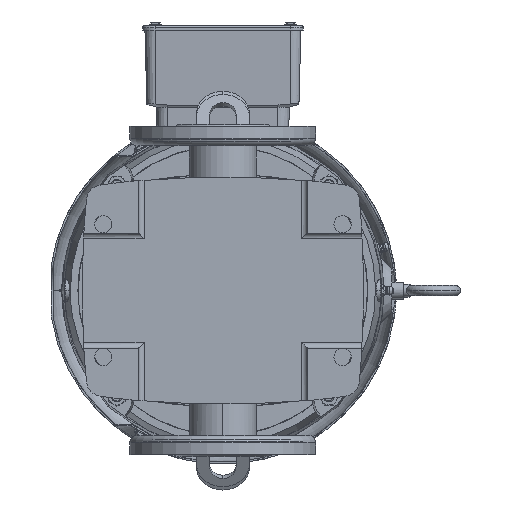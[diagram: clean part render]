
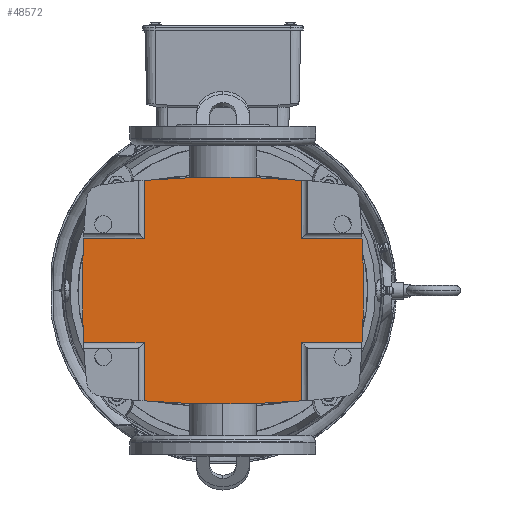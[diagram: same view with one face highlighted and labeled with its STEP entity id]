
A CAD part, front view. The second image highlights one B-rep face of the part: STEP entity #48572.
In plain terms, the highlighted planar face has unit normal (0, -1, 0).
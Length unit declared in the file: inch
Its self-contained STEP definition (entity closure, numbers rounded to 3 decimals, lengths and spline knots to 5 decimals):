
#416 = AXIS2_PLACEMENT_3D ( 'NONE', #75453, #45754, #16529 ) ;
#743 = CARTESIAN_POINT ( 'NONE',  ( 0., 0.19685, -4.16291 ) ) ;
#1044 = LINE ( 'NONE', #76683, #62566 ) ;
#1445 = DIRECTION ( 'NONE',  ( 0., -1., 0. ) ) ;
#2174 = VECTOR ( 'NONE', #7981, 39.37008 ) ;
#2500 = CIRCLE ( 'NONE', #14822, 27.26527 ) ;
#2608 = VERTEX_POINT ( 'NONE', #29469 ) ;
#3559 = CARTESIAN_POINT ( 'NONE',  ( -4.59646, 0.19685, -2.33625 ) ) ;
#4797 = ORIENTED_EDGE ( 'NONE', *, *, #55952, .F. ) ;
#5055 = CARTESIAN_POINT ( 'NONE',  ( 1.54265, 0.19685, -2.33625 ) ) ;
#6045 = DIRECTION ( 'NONE',  ( 0., 1., 0. ) ) ;
#6432 = EDGE_CURVE ( 'NONE', #58331, #45991, #41855, .T. ) ;
#7981 = DIRECTION ( 'NONE',  ( 1., 0., 0. ) ) ;
#8463 = ORIENTED_EDGE ( 'NONE', *, *, #48271, .F. ) ;
#9392 = ORIENTED_EDGE ( 'NONE', *, *, #50710, .T. ) ;
#9521 = DIRECTION ( 'NONE',  ( 1., 0., 0. ) ) ;
#10095 = DIRECTION ( 'NONE',  ( 0., 0., 1. ) ) ;
#10219 = VECTOR ( 'NONE', #9521, 39.37008 ) ;
#10611 = DIRECTION ( 'NONE',  ( 0., 0., 1. ) ) ;
#11659 = DIRECTION ( 'NONE',  ( 0., -1., 0. ) ) ;
#11792 = CARTESIAN_POINT ( 'NONE',  ( 1.54265, 0.19685, -4.11924 ) ) ;
#11804 = DIRECTION ( 'NONE',  ( 1., 0., 0. ) ) ;
#11926 = AXIS2_PLACEMENT_3D ( 'NONE', #46305, #28351, #10611 ) ;
#11942 = LINE ( 'NONE', #18834, #56679 ) ;
#12484 = VERTEX_POINT ( 'NONE', #31690 ) ;
#12765 = CARTESIAN_POINT ( 'NONE',  ( -1.54265, 0.19685, 4.11924 ) ) ;
#13371 = ORIENTED_EDGE ( 'NONE', *, *, #74781, .F. ) ;
#13749 = LINE ( 'NONE', #21813, #21200 ) ;
#14822 = AXIS2_PLACEMENT_3D ( 'NONE', #54207, #6045, #30239 ) ;
#15105 = VERTEX_POINT ( 'NONE', #33144 ) ;
#15172 = CIRCLE ( 'NONE', #24608, 27.26527 ) ;
#15625 = EDGE_CURVE ( 'NONE', #29774, #57236, #30589, .T. ) ;
#16121 = AXIS2_PLACEMENT_3D ( 'NONE', #25105, #1445, #61865 ) ;
#16529 = DIRECTION ( 'NONE',  ( 0., 0., 1. ) ) ;
#16591 = VECTOR ( 'NONE', #74987, 39.37008 ) ;
#16979 = EDGE_CURVE ( 'NONE', #33979, #12484, #24826, .T. ) ;
#17154 = CARTESIAN_POINT ( 'NONE',  ( 3.26434, 0.19685, -2.33625 ) ) ;
#17608 = DIRECTION ( 'NONE',  ( 0., 0., 1. ) ) ;
#17638 = LINE ( 'NONE', #28232, #48405 ) ;
#18834 = CARTESIAN_POINT ( 'NONE',  ( 1.54265, 0.19685, -4.59646 ) ) ;
#21200 = VECTOR ( 'NONE', #34065, 39.37008 ) ;
#21792 = EDGE_CURVE ( 'NONE', #29774, #33979, #2500, .T. ) ;
#21813 = CARTESIAN_POINT ( 'NONE',  ( -1.54265, 0.19685, -4.59646 ) ) ;
#24473 = DIRECTION ( 'NONE',  ( 0., 0., 1. ) ) ;
#24608 = AXIS2_PLACEMENT_3D ( 'NONE', #59329, #11659, #17608 ) ;
#24775 = EDGE_CURVE ( 'NONE', #57236, #62243, #72048, .T. ) ;
#24826 = CIRCLE ( 'NONE', #59548, 27.26527 ) ;
#24845 = DIRECTION ( 'NONE',  ( 0., 0., 1. ) ) ;
#25105 = CARTESIAN_POINT ( 'NONE',  ( 23.10315, 0.19685, 0. ) ) ;
#26707 = ORIENTED_EDGE ( 'NONE', *, *, #56003, .F. ) ;
#27744 = LINE ( 'NONE', #69515, #52920 ) ;
#28087 = PLANE ( 'NONE',  #11926 ) ;
#28232 = CARTESIAN_POINT ( 'NONE',  ( -1.54265, 0.19685, -4.59646 ) ) ;
#28351 = DIRECTION ( 'NONE',  ( 0., 1., 0. ) ) ;
#29241 = ORIENTED_EDGE ( 'NONE', *, *, #49526, .F. ) ;
#29469 = CARTESIAN_POINT ( 'NONE',  ( 1.54265, 0.19685, 4.11924 ) ) ;
#29774 = VERTEX_POINT ( 'NONE', #11792 ) ;
#30217 = DIRECTION ( 'NONE',  ( 0., -1., 0. ) ) ;
#30239 = DIRECTION ( 'NONE',  ( 0., 0., 1. ) ) ;
#30588 = EDGE_LOOP ( 'NONE', ( #26707, #8463, #73137, #58859, #29241, #44386, #59064, #36273, #56350, #13371, #4797, #9392, #60389, #37737 ) ) ;
#30589 = LINE ( 'NONE', #69756, #16591 ) ;
#30750 = FACE_OUTER_BOUND ( 'NONE', #30588, .T. ) ;
#30975 = CARTESIAN_POINT ( 'NONE',  ( 0., 0.19685, -23.10236 ) ) ;
#31075 = CARTESIAN_POINT ( 'NONE',  ( -1.54265, 0.19685, -2.33625 ) ) ;
#31392 = VERTEX_POINT ( 'NONE', #12765 ) ;
#31690 = CARTESIAN_POINT ( 'NONE',  ( -1.54265, 0.19685, -4.11924 ) ) ;
#32294 = CIRCLE ( 'NONE', #16121, 26.47079 ) ;
#33144 = CARTESIAN_POINT ( 'NONE',  ( -1.54265, 0.19685, 2.33625 ) ) ;
#33734 = CIRCLE ( 'NONE', #416, 26.47079 ) ;
#33979 = VERTEX_POINT ( 'NONE', #743 ) ;
#34065 = DIRECTION ( 'NONE',  ( 0., 0., 1. ) ) ;
#34973 = VERTEX_POINT ( 'NONE', #41813 ) ;
#35750 = CARTESIAN_POINT ( 'NONE',  ( 0., 0.19685, 23.10236 ) ) ;
#36258 = DIRECTION ( 'NONE',  ( 0., 0., 1. ) ) ;
#36273 = ORIENTED_EDGE ( 'NONE', *, *, #15625, .T. ) ;
#36467 = CARTESIAN_POINT ( 'NONE',  ( -3.26434, 0.19685, -2.33625 ) ) ;
#37737 = ORIENTED_EDGE ( 'NONE', *, *, #45233, .T. ) ;
#38723 = AXIS2_PLACEMENT_3D ( 'NONE', #30975, #30217, #24473 ) ;
#41219 = DIRECTION ( 'NONE',  ( 0., 1., 0. ) ) ;
#41297 = VERTEX_POINT ( 'NONE', #60761 ) ;
#41813 = CARTESIAN_POINT ( 'NONE',  ( 1.54265, 0.19685, 2.33625 ) ) ;
#41855 = LINE ( 'NONE', #3559, #10219 ) ;
#42261 = CARTESIAN_POINT ( 'NONE',  ( 0., 0.19685, 4.16291 ) ) ;
#44386 = ORIENTED_EDGE ( 'NONE', *, *, #16979, .F. ) ;
#45233 = EDGE_CURVE ( 'NONE', #45833, #31392, #15172, .T. ) ;
#45754 = DIRECTION ( 'NONE',  ( 0., 1., 0. ) ) ;
#45833 = VERTEX_POINT ( 'NONE', #42261 ) ;
#45991 = VERTEX_POINT ( 'NONE', #31075 ) ;
#46305 = CARTESIAN_POINT ( 'NONE',  ( -1.54265, 0.19685, -4.59646 ) ) ;
#46841 = CARTESIAN_POINT ( 'NONE',  ( -3.26434, 0.19685, 2.33625 ) ) ;
#48271 = EDGE_CURVE ( 'NONE', #69834, #15105, #1044, .T. ) ;
#48405 = VECTOR ( 'NONE', #10095, 39.37008 ) ;
#48572 = ADVANCED_FACE ( 'NONE', ( #30750 ), #28087, .F. ) ;
#49526 = EDGE_CURVE ( 'NONE', #12484, #45991, #17638, .T. ) ;
#49548 = CIRCLE ( 'NONE', #38723, 27.26527 ) ;
#50710 = EDGE_CURVE ( 'NONE', #34973, #2608, #11942, .T. ) ;
#52920 = VECTOR ( 'NONE', #75764, 39.37008 ) ;
#54052 = CARTESIAN_POINT ( 'NONE',  ( -4.59646, 0.19685, -2.33625 ) ) ;
#54207 = CARTESIAN_POINT ( 'NONE',  ( 0., 0.19685, 23.10236 ) ) ;
#55952 = EDGE_CURVE ( 'NONE', #34973, #41297, #27744, .T. ) ;
#56003 = EDGE_CURVE ( 'NONE', #15105, #31392, #13749, .T. ) ;
#56350 = ORIENTED_EDGE ( 'NONE', *, *, #24775, .T. ) ;
#56679 = VECTOR ( 'NONE', #24845, 39.37008 ) ;
#57002 = EDGE_CURVE ( 'NONE', #69834, #58331, #32294, .T. ) ;
#57236 = VERTEX_POINT ( 'NONE', #5055 ) ;
#58331 = VERTEX_POINT ( 'NONE', #36467 ) ;
#58859 = ORIENTED_EDGE ( 'NONE', *, *, #6432, .T. ) ;
#59064 = ORIENTED_EDGE ( 'NONE', *, *, #21792, .F. ) ;
#59329 = CARTESIAN_POINT ( 'NONE',  ( 0., 0.19685, -23.10236 ) ) ;
#59548 = AXIS2_PLACEMENT_3D ( 'NONE', #35750, #41219, #36258 ) ;
#60389 = ORIENTED_EDGE ( 'NONE', *, *, #72718, .T. ) ;
#60761 = CARTESIAN_POINT ( 'NONE',  ( 3.26434, 0.19685, 2.33625 ) ) ;
#61865 = DIRECTION ( 'NONE',  ( 0., 0., 1. ) ) ;
#62243 = VERTEX_POINT ( 'NONE', #17154 ) ;
#62566 = VECTOR ( 'NONE', #11804, 39.37008 ) ;
#69515 = CARTESIAN_POINT ( 'NONE',  ( -4.59646, 0.19685, 2.33625 ) ) ;
#69756 = CARTESIAN_POINT ( 'NONE',  ( 1.54265, 0.19685, -4.59646 ) ) ;
#69834 = VERTEX_POINT ( 'NONE', #46841 ) ;
#72048 = LINE ( 'NONE', #54052, #2174 ) ;
#72718 = EDGE_CURVE ( 'NONE', #2608, #45833, #49548, .T. ) ;
#73137 = ORIENTED_EDGE ( 'NONE', *, *, #57002, .T. ) ;
#74781 = EDGE_CURVE ( 'NONE', #41297, #62243, #33734, .T. ) ;
#74987 = DIRECTION ( 'NONE',  ( 0., 0., 1. ) ) ;
#75453 = CARTESIAN_POINT ( 'NONE',  ( -23.10315, 0.19685, 0. ) ) ;
#75764 = DIRECTION ( 'NONE',  ( 1., 0., 0. ) ) ;
#76683 = CARTESIAN_POINT ( 'NONE',  ( -4.59646, 0.19685, 2.33625 ) ) ;
